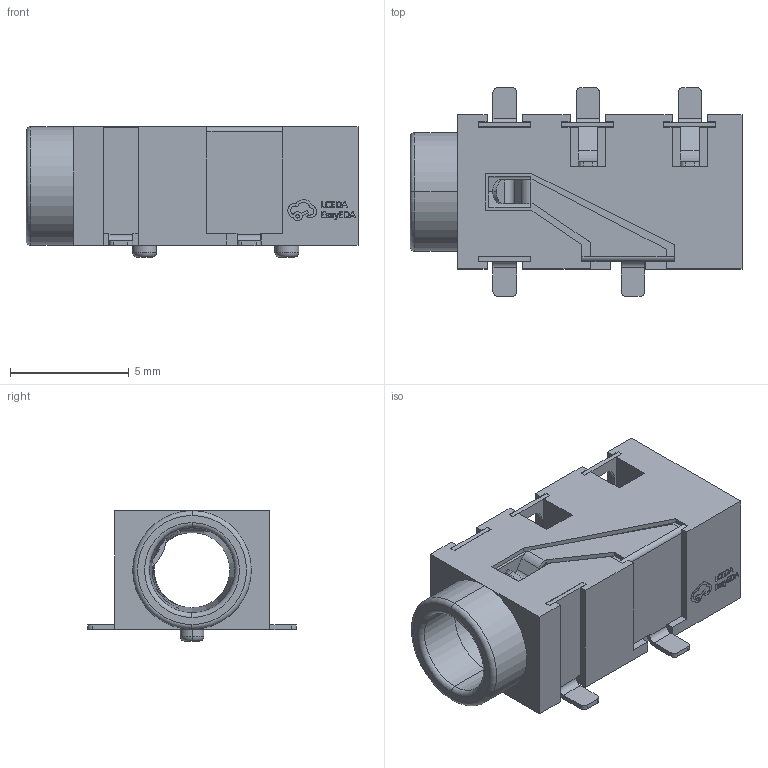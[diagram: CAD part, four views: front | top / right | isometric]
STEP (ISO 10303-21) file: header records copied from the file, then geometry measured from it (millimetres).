
FILE_DESCRIPTION (( 'STEP AP214' ), '1' );
FILE_NAME ('AUDIO-SMD_L12.0-W6.5-H5.0-5P.step', '2022-06-16T10:21:24', ( '' ), ( '' ), 'SwSTEP 2.0', 'SolidWorks 2020', '' );
FILE_SCHEMA (( 'AUTOMOTIVE_DESIGN' ));
Length unit declared in the file: millimetre
Products named in the file (1): AUDIO-SMD_L12.0-W6.5-H5.0-5P
Bounding box: 14 x 8.8 x 5.5 mm (x, y, z)
Volume: 265.3 mm3; surface area: 701.3 mm2
Topology: 1 solids, 1 shells, 506 faces, 1359 edges, 860 vertices
Faces by surface type: plane 347, bspline 98, cylinder 51, torus 8, cone 2
Entity records: 21699 total; most frequent: CARTESIAN_POINT 4056, ORIENTED_EDGE 2718, DIRECTION 2099, EDGE_CURVE 1359, VECTOR 1025, LINE 1025, VERTEX_POINT 860, AXIS2_PLACEMENT_3D 537
